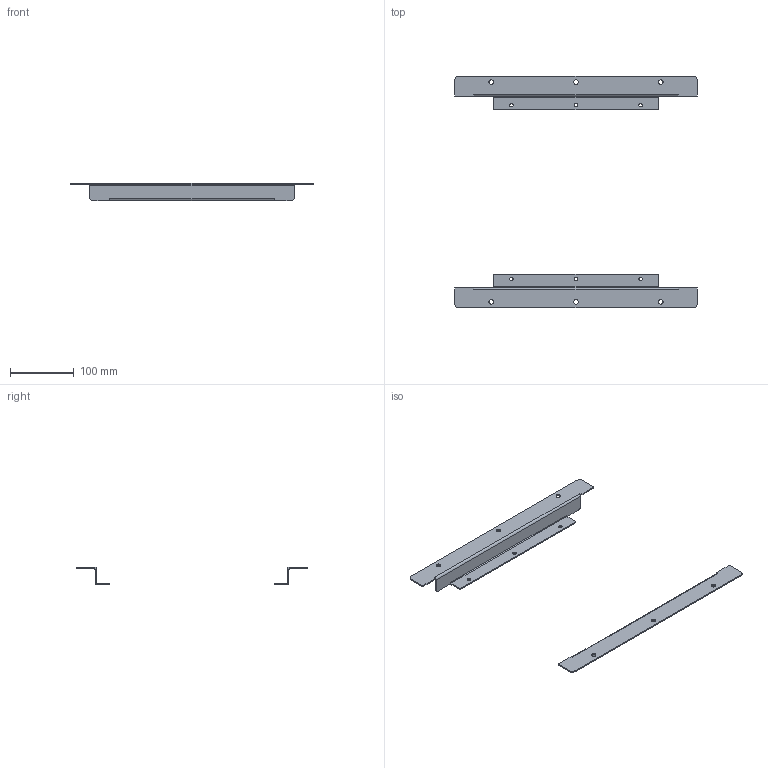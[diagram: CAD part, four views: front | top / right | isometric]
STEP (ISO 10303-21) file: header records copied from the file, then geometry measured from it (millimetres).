
FILE_DESCRIPTION (( 'STEP AP203' ), '1' );
FILE_NAME ('SCE-ELFM12W.step', '2021-02-09T22:15:00', ( 'ADC123' ), ( 'Microsoft' ), 'SwSTEP 2.0', 'SolidWorks 2019', '' );
FILE_SCHEMA (( 'CONFIG_CONTROL_DESIGN' ));
Length unit declared in the file: inch
Products named in the file (1): SCE-ELFM12W
Bounding box: 381 x 364.49 x 27.3 mm (x, y, z)
Volume: 95328.9 mm3; surface area: 104083.3 mm2
Topology: 2 solids, 2 shells, 96 faces, 260 edges, 168 vertices
Faces by surface type: cylinder 52, plane 44
Full cylindrical faces by diameter (mm): 5.537 x6, 7.137 x6
Entity records: 3105 total; most frequent: DIRECTION 546, CARTESIAN_POINT 513, ORIENTED_EDGE 496, EDGE_CURVE 248, AXIS2_PLACEMENT_3D 201, VERTEX_POINT 168, VECTOR 144, LINE 144
